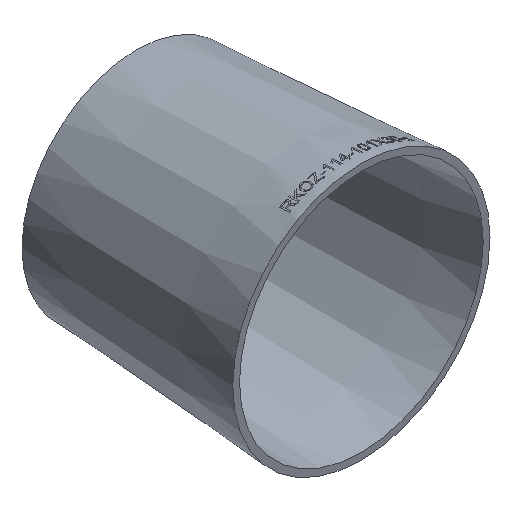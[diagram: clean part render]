
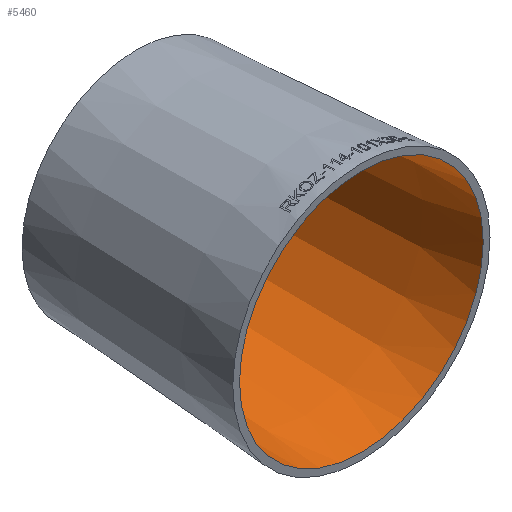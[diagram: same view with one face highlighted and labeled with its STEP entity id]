
A CAD part, isometric view. The second image highlights one B-rep face of the part: STEP entity #5460.
In plain terms, the highlighted conical face has half-angle 3.633 degrees and reference radius 54.144 mm.
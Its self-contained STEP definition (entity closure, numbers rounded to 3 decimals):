
#99 = EDGE_CURVE ( 'NONE', #4515, #4515, #9083, .T. ) ;
#493 = DIRECTION ( 'NONE',  ( 0., 0., -1. ) ) ;
#789 = CARTESIAN_POINT ( 'NONE',  ( 0., 100., 0. ) ) ;
#1404 = DIRECTION ( 'NONE',  ( 0., 0., -1. ) ) ;
#2694 = FACE_OUTER_BOUND ( 'NONE', #11787, .T. ) ;
#3822 = CARTESIAN_POINT ( 'NONE',  ( 0., 0., 0. ) ) ;
#4515 = VERTEX_POINT ( 'NONE', #14065 ) ;
#4614 = VERTEX_POINT ( 'NONE', #11016 ) ;
#5347 = ORIENTED_EDGE ( 'NONE', *, *, #99, .T. ) ;
#5355 = AXIS2_PLACEMENT_3D ( 'NONE', #3822, #11606, #493 ) ;
#5460 = ADVANCED_FACE ( 'NONE', ( #17523, #2694 ), #17857, .F. ) ;
#8826 = CIRCLE ( 'NONE', #16246, 47.794 ) ;
#9083 = CIRCLE ( 'NONE', #5355, 54.144 ) ;
#9175 = DIRECTION ( 'NONE',  ( 0., -1., 0. ) ) ;
#9401 = EDGE_CURVE ( 'NONE', #4614, #4614, #8826, .T. ) ;
#10697 = DIRECTION ( 'NONE',  ( 0., -1., 0. ) ) ;
#10762 = AXIS2_PLACEMENT_3D ( 'NONE', #12464, #9175, #1404 ) ;
#11016 = CARTESIAN_POINT ( 'NONE',  ( 0., 100., -47.794 ) ) ;
#11606 = DIRECTION ( 'NONE',  ( 0., -1., 0. ) ) ;
#11787 = EDGE_LOOP ( 'NONE', ( #5347 ) ) ;
#12464 = CARTESIAN_POINT ( 'NONE',  ( 0., 0., 0. ) ) ;
#13634 = ORIENTED_EDGE ( 'NONE', *, *, #9401, .F. ) ;
#14065 = CARTESIAN_POINT ( 'NONE',  ( 0., 0., -54.144 ) ) ;
#16246 = AXIS2_PLACEMENT_3D ( 'NONE', #789, #10697, #20443 ) ;
#16771 = EDGE_LOOP ( 'NONE', ( #13634 ) ) ;
#17523 = FACE_BOUND ( 'NONE', #16771, .T. ) ;
#17857 = CONICAL_SURFACE ( 'NONE', #10762, 54.144, 0.063 ) ;
#20443 = DIRECTION ( 'NONE',  ( 0., 0., -1. ) ) ;
